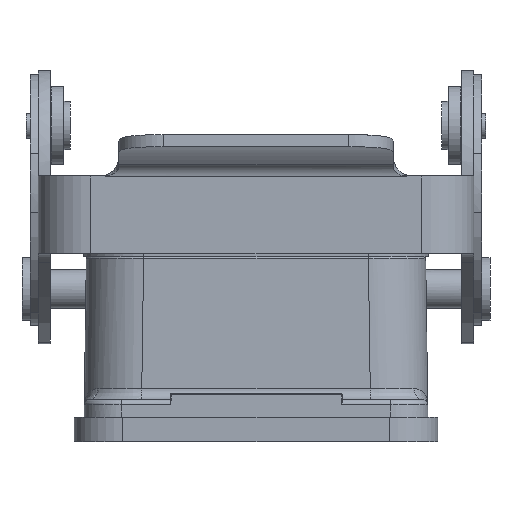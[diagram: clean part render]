
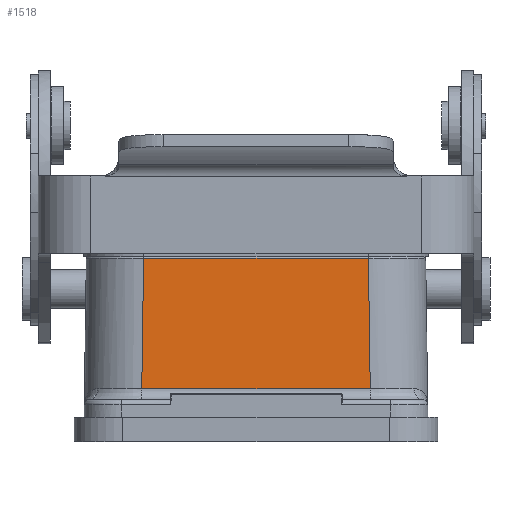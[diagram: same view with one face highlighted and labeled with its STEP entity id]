
A CAD part, front view. The second image highlights one B-rep face of the part: STEP entity #1518.
In plain terms, the highlighted planar face has unit normal (0, -1, 0.018).
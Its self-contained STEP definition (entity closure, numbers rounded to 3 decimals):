
#1518=ADVANCED_FACE('',(#2312),#2042,.T.);
#2042=PLANE('',#10213);
#2312=FACE_OUTER_BOUND('',#2824,.T.);
#2824=EDGE_LOOP('',(#4056,#4057,#4058,#4059));
#4056=ORIENTED_EDGE('',*,*,#7640,.F.);
#4057=ORIENTED_EDGE('',*,*,#7641,.T.);
#4058=ORIENTED_EDGE('',*,*,#7642,.F.);
#4059=ORIENTED_EDGE('',*,*,#7643,.T.);
#6586=VERTEX_POINT('',#15343);
#6587=VERTEX_POINT('',#15344);
#6588=VERTEX_POINT('',#15346);
#6589=VERTEX_POINT('',#15348);
#7640=EDGE_CURVE('',#6586,#6587,#8895,.T.);
#7641=EDGE_CURVE('',#6586,#6588,#8896,.T.);
#7642=EDGE_CURVE('',#6589,#6588,#8897,.T.);
#7643=EDGE_CURVE('',#6589,#6587,#8898,.T.);
#8895=LINE('',#15342,#9537);
#8896=LINE('',#15345,#9538);
#8897=LINE('',#15347,#9539);
#8898=LINE('',#15349,#9540);
#9537=VECTOR('',#11690,1.);
#9538=VECTOR('',#11691,1.);
#9539=VECTOR('',#11692,1.);
#9540=VECTOR('',#11693,1.);
#10213=AXIS2_PLACEMENT_3D('',#15350,#11694,#11695);
#11690=DIRECTION('',(0.014,-0.017,-1.));
#11691=DIRECTION('',(-1.,0.,0.));
#11692=DIRECTION('',(0.014,0.017,1.));
#11693=DIRECTION('',(1.,0.,0.));
#11694=DIRECTION('',(0.,-1.,0.017));
#11695=DIRECTION('',(0.,-0.017,-1.));
#15342=CARTESIAN_POINT('',(13.919,-35.977,22.087));
#15343=CARTESIAN_POINT('',(13.931,-35.993,21.203));
#15344=CARTESIAN_POINT('',(14.157,-36.274,5.075));
#15345=CARTESIAN_POINT('',(-13.929,-35.993,21.203));
#15346=CARTESIAN_POINT('',(-13.931,-35.993,21.203));
#15347=CARTESIAN_POINT('',(-14.216,-36.348,0.845));
#15348=CARTESIAN_POINT('',(-14.157,-36.274,5.075));
#15349=CARTESIAN_POINT('',(-21.526,-36.274,5.075));
#15350=CARTESIAN_POINT('',(-21.526,-35.986,21.592));
